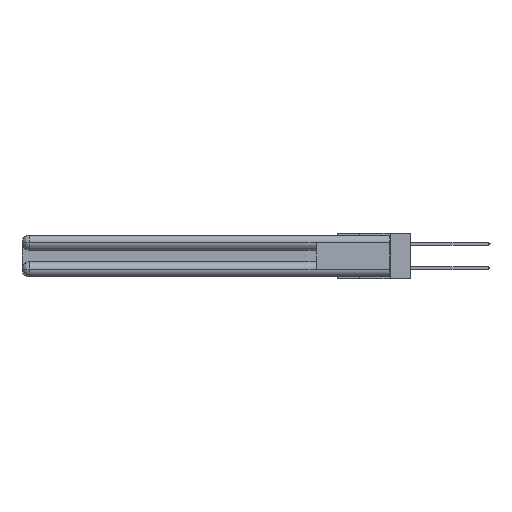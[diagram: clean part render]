
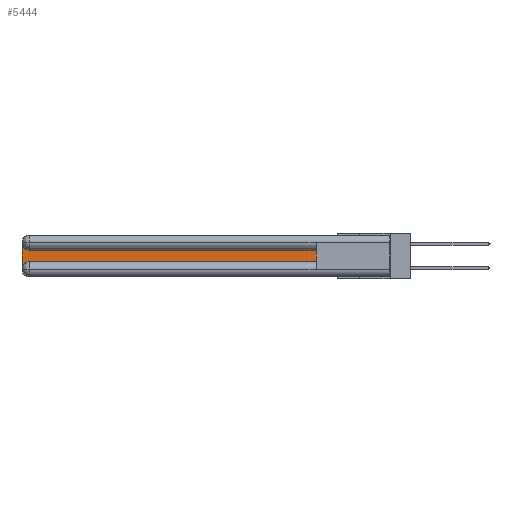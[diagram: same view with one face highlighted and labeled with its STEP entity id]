
A CAD part, left-side view. The second image highlights one B-rep face of the part: STEP entity #5444.
In plain terms, the highlighted planar face has unit normal (-1, 0, 0).
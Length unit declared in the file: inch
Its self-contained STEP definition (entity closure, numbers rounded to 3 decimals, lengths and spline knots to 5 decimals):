
#30 = CARTESIAN_POINT ( 'NONE',  ( 0.075, 2.94, -0.0625 ) ) ;
#1835 = ORIENTED_EDGE ( 'NONE', *, *, #31724, .T. ) ;
#3191 = DIRECTION ( 'NONE',  ( 0., -1., 0. ) ) ;
#5258 = CARTESIAN_POINT ( 'NONE',  ( 0.075, 2.94, -0.2775 ) ) ;
#5444 = ADVANCED_FACE ( 'NONE', ( #10044 ), #18687, .F. ) ;
#6369 = VERTEX_POINT ( 'NONE', #16358 ) ;
#6998 = CARTESIAN_POINT ( 'NONE',  ( 0.075, 3., -0.2775 ) ) ;
#7267 = DIRECTION ( 'NONE',  ( 0., 1., 0. ) ) ;
#7430 = CIRCLE ( 'NONE', #30850, 0.06 ) ;
#8120 = LINE ( 'NONE', #20559, #29086 ) ;
#8306 = DIRECTION ( 'NONE',  ( 1., 0., 0. ) ) ;
#8886 = CARTESIAN_POINT ( 'NONE',  ( 0.075, 3., -0.0625 ) ) ;
#10044 = FACE_OUTER_BOUND ( 'NONE', #13795, .T. ) ;
#10915 = DIRECTION ( 'NONE',  ( 0., 0., -1. ) ) ;
#11619 = VERTEX_POINT ( 'NONE', #16786 ) ;
#12882 = DIRECTION ( 'NONE',  ( 1., 0., 0. ) ) ;
#13656 = AXIS2_PLACEMENT_3D ( 'NONE', #5258, #12882, #25959 ) ;
#13795 = EDGE_LOOP ( 'NONE', ( #24488, #29339, #29685, #27955, #1835, #28032 ) ) ;
#13931 = CARTESIAN_POINT ( 'NONE',  ( 0.075, 0.6, -0.1225 ) ) ;
#14516 = VERTEX_POINT ( 'NONE', #8886 ) ;
#14590 = LINE ( 'NONE', #16546, #22568 ) ;
#15701 = DIRECTION ( 'NONE',  ( 1., 0., 0. ) ) ;
#15794 = LINE ( 'NONE', #20087, #19819 ) ;
#16358 = CARTESIAN_POINT ( 'NONE',  ( 0.075, 0.6, -0.2175 ) ) ;
#16546 = CARTESIAN_POINT ( 'NONE',  ( 0.075, 0.6, -0.2175 ) ) ;
#16786 = CARTESIAN_POINT ( 'NONE',  ( 0.075, 0.6, -0.1225 ) ) ;
#18434 = DIRECTION ( 'NONE',  ( 0., 0., 1. ) ) ;
#18687 = PLANE ( 'NONE',  #19753 ) ;
#19371 = VERTEX_POINT ( 'NONE', #6998 ) ;
#19753 = AXIS2_PLACEMENT_3D ( 'NONE', #24071, #8306, #10915 ) ;
#19819 = VECTOR ( 'NONE', #32826, 39.37008 ) ;
#20087 = CARTESIAN_POINT ( 'NONE',  ( 0.075, 3., -0.2175 ) ) ;
#20182 = CIRCLE ( 'NONE', #13656, 0.06 ) ;
#20511 = VECTOR ( 'NONE', #7267, 39.37008 ) ;
#20559 = CARTESIAN_POINT ( 'NONE',  ( 0.075, 0.6, -0.2175 ) ) ;
#22568 = VECTOR ( 'NONE', #3191, 39.37008 ) ;
#22872 = VERTEX_POINT ( 'NONE', #25857 ) ;
#23564 = CARTESIAN_POINT ( 'NONE',  ( 0.075, 2.94, -0.2175 ) ) ;
#24071 = CARTESIAN_POINT ( 'NONE',  ( 0.075, 3., -0.1225 ) ) ;
#24488 = ORIENTED_EDGE ( 'NONE', *, *, #29720, .T. ) ;
#25260 = EDGE_CURVE ( 'NONE', #22872, #14516, #7430, .T. ) ;
#25857 = CARTESIAN_POINT ( 'NONE',  ( 0.075, 2.94, -0.1225 ) ) ;
#25952 = DIRECTION ( 'NONE',  ( 0., 0., -1. ) ) ;
#25959 = DIRECTION ( 'NONE',  ( 0., 0., -1. ) ) ;
#27955 = ORIENTED_EDGE ( 'NONE', *, *, #28712, .T. ) ;
#28032 = ORIENTED_EDGE ( 'NONE', *, *, #28401, .T. ) ;
#28401 = EDGE_CURVE ( 'NONE', #6369, #11619, #8120, .T. ) ;
#28603 = LINE ( 'NONE', #13931, #20511 ) ;
#28712 = EDGE_CURVE ( 'NONE', #19371, #32623, #20182, .T. ) ;
#29086 = VECTOR ( 'NONE', #18434, 39.37008 ) ;
#29339 = ORIENTED_EDGE ( 'NONE', *, *, #25260, .T. ) ;
#29685 = ORIENTED_EDGE ( 'NONE', *, *, #31827, .T. ) ;
#29720 = EDGE_CURVE ( 'NONE', #11619, #22872, #28603, .T. ) ;
#30850 = AXIS2_PLACEMENT_3D ( 'NONE', #30, #15701, #25952 ) ;
#31724 = EDGE_CURVE ( 'NONE', #32623, #6369, #14590, .T. ) ;
#31827 = EDGE_CURVE ( 'NONE', #14516, #19371, #15794, .T. ) ;
#32623 = VERTEX_POINT ( 'NONE', #23564 ) ;
#32826 = DIRECTION ( 'NONE',  ( 0., 0., -1. ) ) ;
